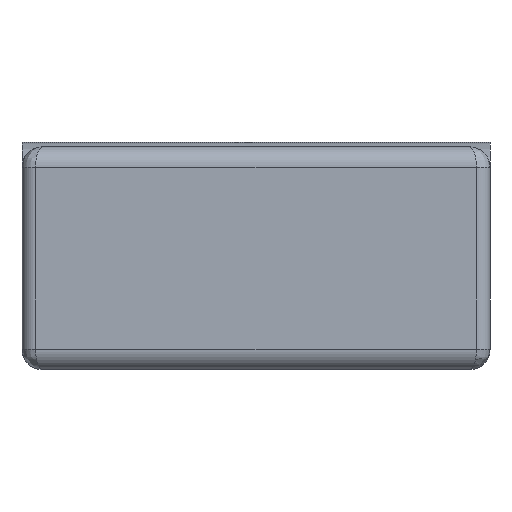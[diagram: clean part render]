
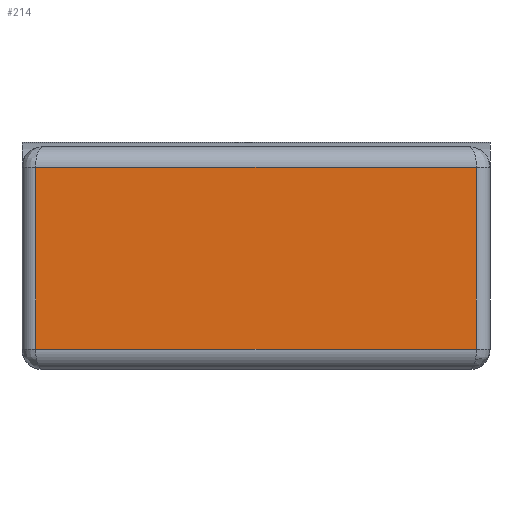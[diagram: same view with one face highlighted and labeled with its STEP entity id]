
A CAD part, front view. The second image highlights one B-rep face of the part: STEP entity #214.
In plain terms, the highlighted planar face has unit normal (0, -1, 0).
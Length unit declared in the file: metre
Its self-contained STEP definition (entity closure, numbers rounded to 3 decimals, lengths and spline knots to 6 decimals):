
#214=ADVANCED_FACE('0:193',(#390),#391,.T.);
#390=FACE_OUTER_BOUND('',#612,.T.);
#391=PLANE('',#613);
#612=EDGE_LOOP('',(#1000,#1001,#1002,#1003));
#613=AXIS2_PLACEMENT_3D('',#1004,#1005,#1006);
#1000=ORIENTED_EDGE('',*,*,#1313,.T.);
#1001=ORIENTED_EDGE('',*,*,#1293,.T.);
#1002=ORIENTED_EDGE('',*,*,#1314,.T.);
#1003=ORIENTED_EDGE('',*,*,#1315,.T.);
#1004=CARTESIAN_POINT('',(0.0,-0.001005,-0.000053));
#1005=DIRECTION('',(0.0,-1.0,0.0));
#1006=DIRECTION('',(0.0,0.0,-1.0));
#1293=EDGE_CURVE('0:244',#1468,#1464,#1469,.T.);
#1313=EDGE_CURVE('0:289',#1499,#1468,#1500,.F.);
#1314=EDGE_CURVE('0:292',#1464,#1501,#1502,.T.);
#1315=EDGE_CURVE('0:295',#1501,#1499,#1503,.T.);
#1464=VERTEX_POINT('',#1696);
#1468=VERTEX_POINT('',#1700);
#1469=LINE('',#1701,#1702);
#1499=VERTEX_POINT('',#1774);
#1500=LINE('',#1775,#1776);
#1501=VERTEX_POINT('',#1777);
#1502=LINE('',#1778,#1779);
#1503=LINE('',#1780,#1781);
#1696=CARTESIAN_POINT('',(0.00057,-0.001005,0.0));
#1700=CARTESIAN_POINT('',(-0.00057,-0.001005,0.0));
#1701=CARTESIAN_POINT('',(0.0,-0.001005,0.0));
#1702=VECTOR('',#2001,1.0);
#1774=CARTESIAN_POINT('',(-0.00057,-0.001005,0.00047));
#1775=CARTESIAN_POINT('',(-0.00057,-0.001005,-0.000053));
#1776=VECTOR('',#2020,1.0);
#1777=CARTESIAN_POINT('',(0.00057,-0.001005,0.00047));
#1778=CARTESIAN_POINT('',(0.00057,-0.001005,-0.000053));
#1779=VECTOR('',#2021,1.0);
#1780=CARTESIAN_POINT('',(0.0,-0.001005,0.00047));
#1781=VECTOR('',#2022,1.0);
#2001=DIRECTION('',(1.0,0.0,0.0));
#2020=DIRECTION('',(0.0,0.0,1.0));
#2021=DIRECTION('',(0.0,0.0,1.0));
#2022=DIRECTION('',(-1.0,0.0,0.0));
